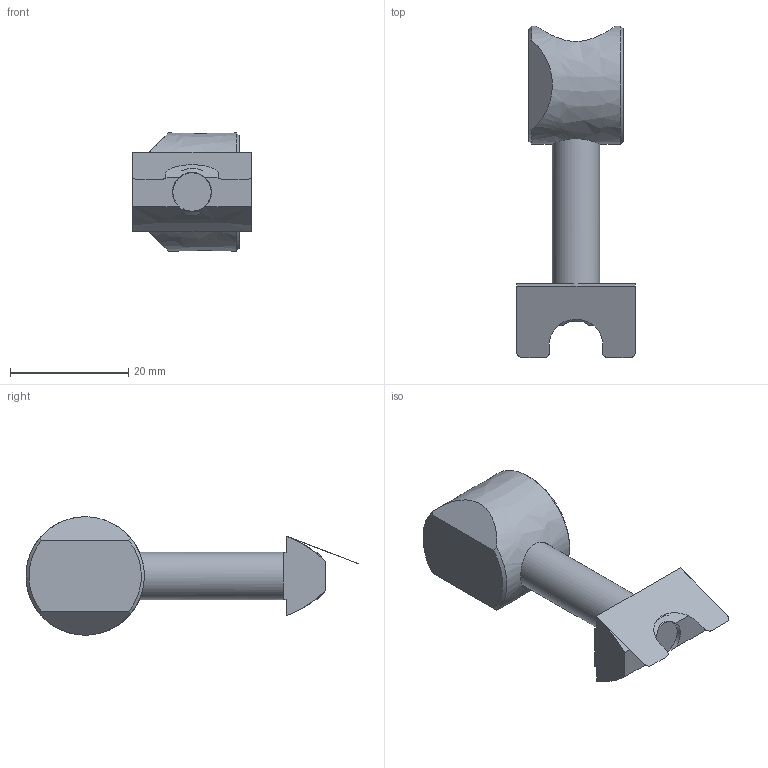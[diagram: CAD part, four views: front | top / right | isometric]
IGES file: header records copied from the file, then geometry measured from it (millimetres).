
Global section: file name: 312040; native system: Autodesk Inventor 2021; preprocessor: unknown; author: Frančeová,,; organization: 11; date: 20221007.072831; units: millimetre
Bounding box: 20 x 56.14 x 19.99 mm (x, y, z)
Volume: 6702.9 mm3; surface area: 4694.1 mm2
Topology: 3 solids, 3 shells, 39 faces, 116 edges, 84 vertices
Faces by surface type: bspline 39
